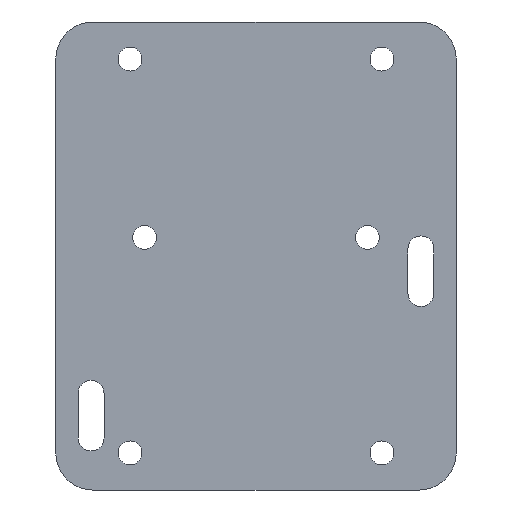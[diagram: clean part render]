
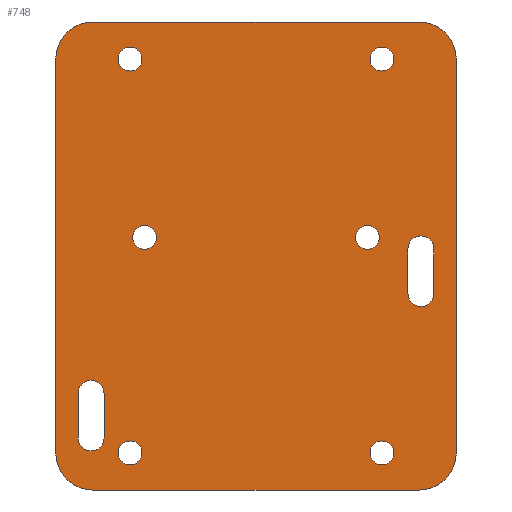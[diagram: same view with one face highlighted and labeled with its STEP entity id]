
A CAD part, left-side view. The second image highlights one B-rep face of the part: STEP entity #748.
In plain terms, the highlighted planar face has unit normal (-1, 0, 0).
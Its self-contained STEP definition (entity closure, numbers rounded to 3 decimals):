
#56=CARTESIAN_POINT('Axis2P3D Location',(151.95,187.5,-2.)) ;
#60=CARTESIAN_POINT('Vertex',(151.95,187.5,-7.)) ;
#62=CARTESIAN_POINT('Vertex',(151.95,192.5,-2.)) ;
#96=CARTESIAN_POINT('Line Origine',(151.95,192.5,24.5)) ;
#100=CARTESIAN_POINT('Vertex',(151.95,192.5,51.)) ;
#127=CARTESIAN_POINT('Axis2P3D Location',(151.95,187.5,51.)) ;
#131=CARTESIAN_POINT('Vertex',(151.95,187.5,56.)) ;
#158=CARTESIAN_POINT('Axis2P3D Location',(151.95,143.6,51.)) ;
#162=CARTESIAN_POINT('Vertex',(151.95,143.6,56.)) ;
#164=CARTESIAN_POINT('Vertex',(151.95,138.6,51.)) ;
#198=CARTESIAN_POINT('Line Origine',(151.95,138.6,24.5)) ;
#202=CARTESIAN_POINT('Vertex',(151.95,138.6,-2.)) ;
#229=CARTESIAN_POINT('Axis2P3D Location',(151.95,143.6,-2.)) ;
#233=CARTESIAN_POINT('Vertex',(151.95,143.6,-7.)) ;
#273=CARTESIAN_POINT('Vertex',(151.95,148.95,27.)) ;
#276=CARTESIAN_POINT('Axis2P3D Location',(151.95,150.55,27.)) ;
#280=CARTESIAN_POINT('Vertex',(151.95,152.15,27.)) ;
#300=CARTESIAN_POINT('Axis2P3D Location',(151.95,150.55,27.)) ;
#330=CARTESIAN_POINT('Vertex',(151.95,182.15,27.)) ;
#333=CARTESIAN_POINT('Axis2P3D Location',(151.95,180.55,27.)) ;
#337=CARTESIAN_POINT('Vertex',(151.95,178.95,27.)) ;
#357=CARTESIAN_POINT('Axis2P3D Location',(151.95,180.55,27.)) ;
#374=CARTESIAN_POINT('Axis2P3D Location',(151.95,182.5,-2.)) ;
#378=CARTESIAN_POINT('Vertex',(151.95,180.9,-2.)) ;
#380=CARTESIAN_POINT('Vertex',(151.95,184.1,-2.)) ;
#409=CARTESIAN_POINT('Axis2P3D Location',(151.95,182.5,-2.)) ;
#431=CARTESIAN_POINT('Axis2P3D Location',(151.95,148.6,-2.)) ;
#435=CARTESIAN_POINT('Vertex',(151.95,147.,-2.)) ;
#437=CARTESIAN_POINT('Vertex',(151.95,150.2,-2.)) ;
#466=CARTESIAN_POINT('Axis2P3D Location',(151.95,148.6,-2.)) ;
#488=CARTESIAN_POINT('Axis2P3D Location',(151.95,182.5,51.)) ;
#492=CARTESIAN_POINT('Vertex',(151.95,180.9,51.)) ;
#494=CARTESIAN_POINT('Vertex',(151.95,184.1,51.)) ;
#523=CARTESIAN_POINT('Axis2P3D Location',(151.95,182.5,51.)) ;
#545=CARTESIAN_POINT('Axis2P3D Location',(151.95,148.6,51.)) ;
#549=CARTESIAN_POINT('Vertex',(151.95,147.,51.)) ;
#551=CARTESIAN_POINT('Vertex',(151.95,150.2,51.)) ;
#580=CARTESIAN_POINT('Axis2P3D Location',(151.95,148.6,51.)) ;
#602=CARTESIAN_POINT('Line Origine',(151.95,165.55,-7.)) ;
#624=CARTESIAN_POINT('Line Origine',(151.95,165.55,56.)) ;
#641=CARTESIAN_POINT('Axis2P3D Location',(151.95,0.,0.)) ;
#680=CARTESIAN_POINT('Line Origine',(151.95,186.,3.)) ;
#684=CARTESIAN_POINT('Vertex',(151.95,186.,6.)) ;
#686=CARTESIAN_POINT('Vertex',(151.95,186.,0.)) ;
#689=CARTESIAN_POINT('Axis2P3D Location',(151.95,187.75,0.)) ;
#693=CARTESIAN_POINT('Vertex',(151.95,189.5,0.)) ;
#696=CARTESIAN_POINT('Line Origine',(151.95,189.5,3.)) ;
#700=CARTESIAN_POINT('Vertex',(151.95,189.5,6.)) ;
#703=CARTESIAN_POINT('Axis2P3D Location',(151.95,187.75,6.)) ;
#714=CARTESIAN_POINT('Line Origine',(151.95,145.1,22.45)) ;
#718=CARTESIAN_POINT('Vertex',(151.95,145.1,19.45)) ;
#720=CARTESIAN_POINT('Vertex',(151.95,145.1,25.45)) ;
#723=CARTESIAN_POINT('Axis2P3D Location',(151.95,143.35,25.45)) ;
#727=CARTESIAN_POINT('Vertex',(151.95,141.6,25.45)) ;
#730=CARTESIAN_POINT('Line Origine',(151.95,141.6,22.45)) ;
#734=CARTESIAN_POINT('Vertex',(151.95,141.6,19.45)) ;
#737=CARTESIAN_POINT('Axis2P3D Location',(151.95,143.35,19.45)) ;
#57=DIRECTION('Axis2P3D Direction',(1.,0.,0.)) ;
#97=DIRECTION('Vector Direction',(0.,0.,1.)) ;
#128=DIRECTION('Axis2P3D Direction',(1.,0.,0.)) ;
#159=DIRECTION('Axis2P3D Direction',(1.,0.,0.)) ;
#199=DIRECTION('Vector Direction',(0.,0.,1.)) ;
#230=DIRECTION('Axis2P3D Direction',(1.,0.,0.)) ;
#277=DIRECTION('Axis2P3D Direction',(-1.,0.,0.)) ;
#301=DIRECTION('Axis2P3D Direction',(-1.,0.,0.)) ;
#334=DIRECTION('Axis2P3D Direction',(-1.,0.,0.)) ;
#358=DIRECTION('Axis2P3D Direction',(-1.,0.,0.)) ;
#375=DIRECTION('Axis2P3D Direction',(1.,0.,0.)) ;
#410=DIRECTION('Axis2P3D Direction',(1.,0.,0.)) ;
#432=DIRECTION('Axis2P3D Direction',(1.,0.,0.)) ;
#467=DIRECTION('Axis2P3D Direction',(1.,0.,0.)) ;
#489=DIRECTION('Axis2P3D Direction',(1.,0.,0.)) ;
#524=DIRECTION('Axis2P3D Direction',(1.,0.,0.)) ;
#546=DIRECTION('Axis2P3D Direction',(1.,0.,0.)) ;
#581=DIRECTION('Axis2P3D Direction',(1.,0.,0.)) ;
#603=DIRECTION('Vector Direction',(0.,-1.,0.)) ;
#625=DIRECTION('Vector Direction',(0.,-1.,0.)) ;
#642=DIRECTION('Axis2P3D Direction',(-1.,0.,0.)) ;
#643=DIRECTION('Axis2P3D XDirection',(0.,-1.,0.)) ;
#681=DIRECTION('Vector Direction',(0.,0.,1.)) ;
#690=DIRECTION('Axis2P3D Direction',(-1.,0.,0.)) ;
#697=DIRECTION('Vector Direction',(0.,0.,-1.)) ;
#704=DIRECTION('Axis2P3D Direction',(-1.,0.,0.)) ;
#715=DIRECTION('Vector Direction',(0.,0.,-1.)) ;
#724=DIRECTION('Axis2P3D Direction',(-1.,0.,0.)) ;
#731=DIRECTION('Vector Direction',(0.,0.,1.)) ;
#738=DIRECTION('Axis2P3D Direction',(-1.,0.,0.)) ;
#58=AXIS2_PLACEMENT_3D('Circle Axis2P3D',#56,#57,$) ;
#129=AXIS2_PLACEMENT_3D('Circle Axis2P3D',#127,#128,$) ;
#160=AXIS2_PLACEMENT_3D('Circle Axis2P3D',#158,#159,$) ;
#231=AXIS2_PLACEMENT_3D('Circle Axis2P3D',#229,#230,$) ;
#278=AXIS2_PLACEMENT_3D('Circle Axis2P3D',#276,#277,$) ;
#302=AXIS2_PLACEMENT_3D('Circle Axis2P3D',#300,#301,$) ;
#335=AXIS2_PLACEMENT_3D('Circle Axis2P3D',#333,#334,$) ;
#359=AXIS2_PLACEMENT_3D('Circle Axis2P3D',#357,#358,$) ;
#376=AXIS2_PLACEMENT_3D('Circle Axis2P3D',#374,#375,$) ;
#411=AXIS2_PLACEMENT_3D('Circle Axis2P3D',#409,#410,$) ;
#433=AXIS2_PLACEMENT_3D('Circle Axis2P3D',#431,#432,$) ;
#468=AXIS2_PLACEMENT_3D('Circle Axis2P3D',#466,#467,$) ;
#490=AXIS2_PLACEMENT_3D('Circle Axis2P3D',#488,#489,$) ;
#525=AXIS2_PLACEMENT_3D('Circle Axis2P3D',#523,#524,$) ;
#547=AXIS2_PLACEMENT_3D('Circle Axis2P3D',#545,#546,$) ;
#582=AXIS2_PLACEMENT_3D('Circle Axis2P3D',#580,#581,$) ;
#644=AXIS2_PLACEMENT_3D('Plane Axis2P3D',#641,#642,#643) ;
#691=AXIS2_PLACEMENT_3D('Circle Axis2P3D',#689,#690,$) ;
#705=AXIS2_PLACEMENT_3D('Circle Axis2P3D',#703,#704,$) ;
#725=AXIS2_PLACEMENT_3D('Circle Axis2P3D',#723,#724,$) ;
#739=AXIS2_PLACEMENT_3D('Circle Axis2P3D',#737,#738,$) ;
#647=ORIENTED_EDGE('',*,*,#133,.F.) ;
#648=ORIENTED_EDGE('',*,*,#102,.F.) ;
#649=ORIENTED_EDGE('',*,*,#64,.F.) ;
#650=ORIENTED_EDGE('',*,*,#606,.T.) ;
#651=ORIENTED_EDGE('',*,*,#235,.F.) ;
#652=ORIENTED_EDGE('',*,*,#204,.F.) ;
#653=ORIENTED_EDGE('',*,*,#166,.F.) ;
#654=ORIENTED_EDGE('',*,*,#628,.T.) ;
#657=ORIENTED_EDGE('',*,*,#470,.F.) ;
#658=ORIENTED_EDGE('',*,*,#439,.F.) ;
#661=ORIENTED_EDGE('',*,*,#413,.F.) ;
#662=ORIENTED_EDGE('',*,*,#382,.F.) ;
#665=ORIENTED_EDGE('',*,*,#361,.F.) ;
#666=ORIENTED_EDGE('',*,*,#339,.F.) ;
#669=ORIENTED_EDGE('',*,*,#282,.F.) ;
#670=ORIENTED_EDGE('',*,*,#304,.F.) ;
#673=ORIENTED_EDGE('',*,*,#553,.F.) ;
#674=ORIENTED_EDGE('',*,*,#584,.F.) ;
#677=ORIENTED_EDGE('',*,*,#496,.F.) ;
#678=ORIENTED_EDGE('',*,*,#527,.F.) ;
#709=ORIENTED_EDGE('',*,*,#688,.T.) ;
#710=ORIENTED_EDGE('',*,*,#695,.T.) ;
#711=ORIENTED_EDGE('',*,*,#702,.T.) ;
#712=ORIENTED_EDGE('',*,*,#707,.T.) ;
#743=ORIENTED_EDGE('',*,*,#722,.T.) ;
#744=ORIENTED_EDGE('',*,*,#729,.T.) ;
#745=ORIENTED_EDGE('',*,*,#736,.T.) ;
#746=ORIENTED_EDGE('',*,*,#741,.T.) ;
#659=FACE_BOUND('',#656,.T.) ;
#663=FACE_BOUND('',#660,.T.) ;
#667=FACE_BOUND('',#664,.T.) ;
#671=FACE_BOUND('',#668,.T.) ;
#675=FACE_BOUND('',#672,.T.) ;
#679=FACE_BOUND('',#676,.T.) ;
#713=FACE_BOUND('',#708,.T.) ;
#747=FACE_BOUND('',#742,.T.) ;
#98=VECTOR('Line Direction',#97,1.) ;
#200=VECTOR('Line Direction',#199,1.) ;
#604=VECTOR('Line Direction',#603,1.) ;
#626=VECTOR('Line Direction',#625,1.) ;
#682=VECTOR('Line Direction',#681,1.) ;
#698=VECTOR('Line Direction',#697,1.) ;
#716=VECTOR('Line Direction',#715,1.) ;
#732=VECTOR('Line Direction',#731,1.) ;
#748=ADVANCED_FACE('Corps principal',(#655,#659,#663,#667,#671,#675,#679,#713,#747),#645,.T.) ;
#59=CIRCLE('generated circle',#58,5.) ;
#130=CIRCLE('generated circle',#129,5.) ;
#161=CIRCLE('generated circle',#160,5.) ;
#232=CIRCLE('generated circle',#231,5.) ;
#279=CIRCLE('generated circle',#278,1.6) ;
#303=CIRCLE('generated circle',#302,1.6) ;
#336=CIRCLE('generated circle',#335,1.6) ;
#360=CIRCLE('generated circle',#359,1.6) ;
#377=CIRCLE('generated circle',#376,1.6) ;
#412=CIRCLE('generated circle',#411,1.6) ;
#434=CIRCLE('generated circle',#433,1.6) ;
#469=CIRCLE('generated circle',#468,1.6) ;
#491=CIRCLE('generated circle',#490,1.6) ;
#526=CIRCLE('generated circle',#525,1.6) ;
#548=CIRCLE('generated circle',#547,1.6) ;
#583=CIRCLE('generated circle',#582,1.6) ;
#692=CIRCLE('generated circle',#691,1.75) ;
#706=CIRCLE('generated circle',#705,1.75) ;
#726=CIRCLE('generated circle',#725,1.75) ;
#740=CIRCLE('generated circle',#739,1.75) ;
#64=EDGE_CURVE('',#61,#63,#59,.T.) ;
#102=EDGE_CURVE('',#63,#101,#99,.T.) ;
#133=EDGE_CURVE('',#101,#132,#130,.T.) ;
#166=EDGE_CURVE('',#163,#165,#161,.T.) ;
#204=EDGE_CURVE('',#165,#203,#201,.F.) ;
#235=EDGE_CURVE('',#203,#234,#232,.T.) ;
#282=EDGE_CURVE('',#274,#281,#279,.T.) ;
#304=EDGE_CURVE('',#281,#274,#303,.T.) ;
#339=EDGE_CURVE('',#331,#338,#336,.T.) ;
#361=EDGE_CURVE('',#338,#331,#360,.T.) ;
#382=EDGE_CURVE('',#379,#381,#377,.F.) ;
#413=EDGE_CURVE('',#381,#379,#412,.F.) ;
#439=EDGE_CURVE('',#436,#438,#434,.F.) ;
#470=EDGE_CURVE('',#438,#436,#469,.F.) ;
#496=EDGE_CURVE('',#493,#495,#491,.F.) ;
#527=EDGE_CURVE('',#495,#493,#526,.F.) ;
#553=EDGE_CURVE('',#550,#552,#548,.F.) ;
#584=EDGE_CURVE('',#552,#550,#583,.F.) ;
#606=EDGE_CURVE('',#61,#234,#605,.T.) ;
#628=EDGE_CURVE('',#163,#132,#627,.F.) ;
#688=EDGE_CURVE('',#685,#687,#683,.F.) ;
#695=EDGE_CURVE('',#687,#694,#692,.F.) ;
#702=EDGE_CURVE('',#694,#701,#699,.F.) ;
#707=EDGE_CURVE('',#701,#685,#706,.F.) ;
#722=EDGE_CURVE('',#719,#721,#717,.F.) ;
#729=EDGE_CURVE('',#721,#728,#726,.F.) ;
#736=EDGE_CURVE('',#728,#735,#733,.F.) ;
#741=EDGE_CURVE('',#735,#719,#740,.F.) ;
#646=EDGE_LOOP('',(#647,#648,#649,#650,#651,#652,#653,#654)) ;
#656=EDGE_LOOP('',(#657,#658)) ;
#660=EDGE_LOOP('',(#661,#662)) ;
#664=EDGE_LOOP('',(#665,#666)) ;
#668=EDGE_LOOP('',(#669,#670)) ;
#672=EDGE_LOOP('',(#673,#674)) ;
#676=EDGE_LOOP('',(#677,#678)) ;
#708=EDGE_LOOP('',(#709,#710,#711,#712)) ;
#742=EDGE_LOOP('',(#743,#744,#745,#746)) ;
#655=FACE_OUTER_BOUND('',#646,.T.) ;
#99=LINE('Line',#96,#98) ;
#201=LINE('Line',#198,#200) ;
#605=LINE('Line',#602,#604) ;
#627=LINE('Line',#624,#626) ;
#683=LINE('Line',#680,#682) ;
#699=LINE('Line',#696,#698) ;
#717=LINE('Line',#714,#716) ;
#733=LINE('Line',#730,#732) ;
#645=PLANE('',#644) ;
#61=VERTEX_POINT('',#60) ;
#63=VERTEX_POINT('',#62) ;
#101=VERTEX_POINT('',#100) ;
#132=VERTEX_POINT('',#131) ;
#163=VERTEX_POINT('',#162) ;
#165=VERTEX_POINT('',#164) ;
#203=VERTEX_POINT('',#202) ;
#234=VERTEX_POINT('',#233) ;
#274=VERTEX_POINT('',#273) ;
#281=VERTEX_POINT('',#280) ;
#331=VERTEX_POINT('',#330) ;
#338=VERTEX_POINT('',#337) ;
#379=VERTEX_POINT('',#378) ;
#381=VERTEX_POINT('',#380) ;
#436=VERTEX_POINT('',#435) ;
#438=VERTEX_POINT('',#437) ;
#493=VERTEX_POINT('',#492) ;
#495=VERTEX_POINT('',#494) ;
#550=VERTEX_POINT('',#549) ;
#552=VERTEX_POINT('',#551) ;
#685=VERTEX_POINT('',#684) ;
#687=VERTEX_POINT('',#686) ;
#694=VERTEX_POINT('',#693) ;
#701=VERTEX_POINT('',#700) ;
#719=VERTEX_POINT('',#718) ;
#721=VERTEX_POINT('',#720) ;
#728=VERTEX_POINT('',#727) ;
#735=VERTEX_POINT('',#734) ;
